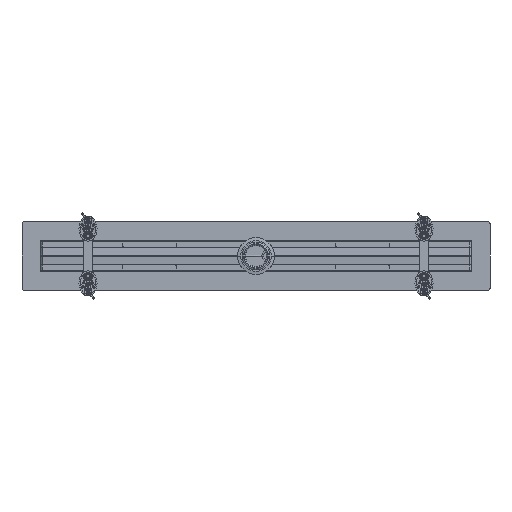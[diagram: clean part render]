
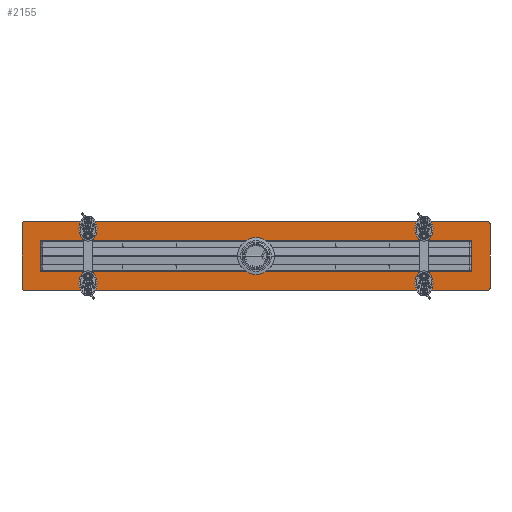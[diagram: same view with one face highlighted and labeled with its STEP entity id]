
A CAD part, front view. The second image highlights one B-rep face of the part: STEP entity #2155.
In plain terms, the highlighted planar face has unit normal (0, -1, 0).
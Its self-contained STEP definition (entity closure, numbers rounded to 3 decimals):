
#158=CARTESIAN_POINT('',(512.5,8.5,-71.));
#159=DIRECTION('',(0.,-1.,0.));
#160=DIRECTION('',(0.,0.,-1.));
#161=AXIS2_PLACEMENT_3D('',#158,#159,#160);
#163=DIRECTION('',(-1.,0.,0.));
#164=VECTOR('',#163,1025.);
#165=CARTESIAN_POINT('',(512.5,8.5,-76.));
#166=LINE('1826',#165,#164);
#167=CARTESIAN_POINT('',(-512.5,8.5,-71.));
#168=DIRECTION('',(0.,-1.,0.));
#169=DIRECTION('',(-1.,0.,0.));
#170=AXIS2_PLACEMENT_3D('',#167,#168,#169);
#172=DIRECTION('',(0.,0.,1.));
#173=VECTOR('',#172,142.);
#174=CARTESIAN_POINT('',(-517.5,8.5,-71.));
#175=LINE('1827',#174,#173);
#176=CARTESIAN_POINT('',(-512.5,8.5,71.));
#177=DIRECTION('',(0.,-1.,0.));
#178=DIRECTION('',(0.,0.,1.));
#179=AXIS2_PLACEMENT_3D('',#176,#177,#178);
#181=DIRECTION('',(1.,0.,0.));
#182=VECTOR('',#181,1025.);
#183=CARTESIAN_POINT('',(-512.5,8.5,76.));
#184=LINE('1824',#183,#182);
#185=CARTESIAN_POINT('',(512.5,8.5,71.));
#186=DIRECTION('',(0.,-1.,0.));
#187=DIRECTION('',(1.,0.,0.));
#188=AXIS2_PLACEMENT_3D('',#185,#186,#187);
#190=DIRECTION('',(0.,0.,-1.));
#191=VECTOR('',#190,142.);
#192=CARTESIAN_POINT('',(517.5,8.5,71.));
#193=LINE('1825',#192,#191);
#194=DIRECTION('',(1.,0.,0.));
#195=VECTOR('',#194,952.);
#196=CARTESIAN_POINT('',(-476.,8.5,-35.25));
#197=LINE('18647',#196,#195);
#198=DIRECTION('',(0.,0.,1.));
#199=VECTOR('',#198,70.5);
#200=CARTESIAN_POINT('',(476.,8.5,-35.25));
#201=LINE('18650',#200,#199);
#202=DIRECTION('',(-1.,0.,0.));
#203=VECTOR('',#202,952.);
#204=CARTESIAN_POINT('',(476.,8.5,35.25));
#205=LINE('18651',#204,#203);
#206=DIRECTION('',(0.,0.,-1.));
#207=VECTOR('',#206,70.5);
#208=CARTESIAN_POINT('',(-476.,8.5,35.25));
#209=LINE('18653',#208,#207);
#1848=CARTESIAN_POINT('',(512.5,8.5,-76.));
#1849=CARTESIAN_POINT('',(517.5,8.5,-71.));
#1850=VERTEX_POINT('',#1848);
#1851=VERTEX_POINT('',#1849);
#1856=CARTESIAN_POINT('',(-517.5,8.5,-71.));
#1857=CARTESIAN_POINT('',(-512.5,8.5,-76.));
#1858=VERTEX_POINT('',#1856);
#1859=VERTEX_POINT('',#1857);
#1864=CARTESIAN_POINT('',(-512.5,8.5,76.));
#1865=CARTESIAN_POINT('',(-517.5,8.5,71.));
#1866=VERTEX_POINT('',#1864);
#1867=VERTEX_POINT('',#1865);
#1872=CARTESIAN_POINT('',(517.5,8.5,71.));
#1873=CARTESIAN_POINT('',(512.5,8.5,76.));
#1874=VERTEX_POINT('',#1872);
#1875=VERTEX_POINT('',#1873);
#2000=CARTESIAN_POINT('',(-476.,8.5,-35.25));
#2001=CARTESIAN_POINT('',(476.,8.5,-35.25));
#2002=VERTEX_POINT('',#2000);
#2003=VERTEX_POINT('',#2001);
#2010=CARTESIAN_POINT('',(476.,8.5,35.25));
#2011=VERTEX_POINT('',#2010);
#2012=CARTESIAN_POINT('',(-476.,8.5,35.25));
#2013=VERTEX_POINT('',#2012);
#2123=CARTESIAN_POINT('',(0.,8.5,0.));
#2124=DIRECTION('',(0.,1.,0.));
#2125=DIRECTION('',(1.,0.,0.));
#2126=AXIS2_PLACEMENT_3D('',#2123,#2124,#2125);
#2127=PLANE('83',#2126);
#2128=ORIENTED_EDGE('1804',*,*,#2113,.F.);
#2130=ORIENTED_EDGE('1826',*,*,#2129,.T.);
#2132=ORIENTED_EDGE('1808',*,*,#2131,.F.);
#2134=ORIENTED_EDGE('1827',*,*,#2133,.T.);
#2136=ORIENTED_EDGE('1812',*,*,#2135,.F.);
#2138=ORIENTED_EDGE('1824',*,*,#2137,.T.);
#2140=ORIENTED_EDGE('1816',*,*,#2139,.F.);
#2142=ORIENTED_EDGE('1825',*,*,#2141,.T.);
#2143=EDGE_LOOP('83',(#2128,#2130,#2132,#2134,#2136,#2138,#2140,#2142));
#2144=FACE_OUTER_BOUND('83',#2143,.F.);
#2146=ORIENTED_EDGE('18647',*,*,#2145,.T.);
#2148=ORIENTED_EDGE('18650',*,*,#2147,.T.);
#2150=ORIENTED_EDGE('18651',*,*,#2149,.T.);
#2152=ORIENTED_EDGE('18653',*,*,#2151,.T.);
#2153=EDGE_LOOP('83',(#2146,#2148,#2150,#2152));
#2154=FACE_BOUND('83',#2153,.F.);
#2155=ADVANCED_FACE('83',(#2144,#2154),#2127,.F.);
#162=CIRCLE('1804',#161,5.);
#171=CIRCLE('1808',#170,5.);
#180=CIRCLE('1812',#179,5.);
#189=CIRCLE('1816',#188,5.);
#2113=EDGE_CURVE('1804',#1850,#1851,#162,.T.);
#2129=EDGE_CURVE('1826',#1850,#1859,#166,.T.);
#2131=EDGE_CURVE('1808',#1858,#1859,#171,.T.);
#2133=EDGE_CURVE('1827',#1858,#1867,#175,.T.);
#2135=EDGE_CURVE('1812',#1866,#1867,#180,.T.);
#2137=EDGE_CURVE('1824',#1866,#1875,#184,.T.);
#2139=EDGE_CURVE('1816',#1874,#1875,#189,.T.);
#2141=EDGE_CURVE('1825',#1874,#1851,#193,.T.);
#2145=EDGE_CURVE('18647',#2002,#2003,#197,.T.);
#2147=EDGE_CURVE('18650',#2003,#2011,#201,.T.);
#2149=EDGE_CURVE('18651',#2011,#2013,#205,.T.);
#2151=EDGE_CURVE('18653',#2013,#2002,#209,.T.);
